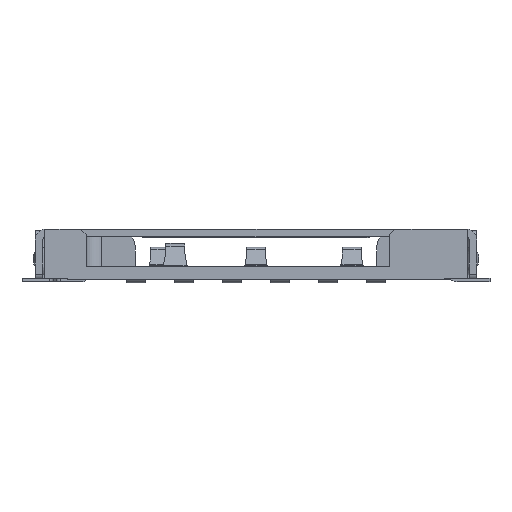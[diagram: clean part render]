
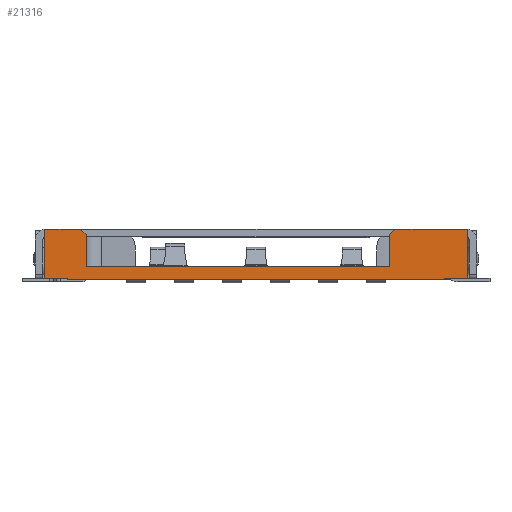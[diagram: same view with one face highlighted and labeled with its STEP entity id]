
A CAD part, front view. The second image highlights one B-rep face of the part: STEP entity #21316.
In plain terms, the highlighted planar face has unit normal (0, -1, 0).
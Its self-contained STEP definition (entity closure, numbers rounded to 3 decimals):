
#1375=FACE_OUTER_BOUND('',#2532,.T.);
#2532=EDGE_LOOP('',(#14802,#14803,#14804,#14805,#14806,#14807,#14808,#14809,
#14810,#14811,#14812,#14813,#14814,#14815));
#3659=LINE('',#29947,#6026);
#4039=LINE('',#30799,#6406);
#4095=LINE('',#30930,#6462);
#4322=LINE('',#31532,#6689);
#4603=LINE('',#32248,#6970);
#4604=LINE('',#32250,#6971);
#4605=LINE('',#32252,#6972);
#4606=LINE('',#32254,#6973);
#4607=LINE('',#32255,#6974);
#4608=LINE('',#32256,#6975);
#4609=LINE('',#32258,#6976);
#4610=LINE('',#32259,#6977);
#4611=LINE('',#32260,#6978);
#4612=LINE('',#32261,#6979);
#6026=VECTOR('',#24170,1000.);
#6406=VECTOR('',#24764,1000.);
#6462=VECTOR('',#24864,1000.);
#6689=VECTOR('',#25335,1000.);
#6970=VECTOR('',#25932,1000.);
#6971=VECTOR('',#25933,1000.);
#6972=VECTOR('',#25934,1000.);
#6973=VECTOR('',#25935,1000.);
#6974=VECTOR('',#25936,1000.);
#6975=VECTOR('',#25937,1000.);
#6976=VECTOR('',#25938,1000.);
#6977=VECTOR('',#25939,1000.);
#6978=VECTOR('',#25940,1000.);
#6979=VECTOR('',#25941,1000.);
#8438=VERTEX_POINT('',#29944);
#8439=VERTEX_POINT('',#29946);
#8803=VERTEX_POINT('',#30796);
#8804=VERTEX_POINT('',#30798);
#8856=VERTEX_POINT('',#30927);
#8857=VERTEX_POINT('',#30929);
#9061=VERTEX_POINT('',#31529);
#9062=VERTEX_POINT('',#31531);
#9270=VERTEX_POINT('',#32246);
#9271=VERTEX_POINT('',#32247);
#9272=VERTEX_POINT('',#32249);
#9273=VERTEX_POINT('',#32251);
#9274=VERTEX_POINT('',#32253);
#9275=VERTEX_POINT('',#32257);
#10393=EDGE_CURVE('',#8439,#8438,#3659,.T.);
#10808=EDGE_CURVE('',#8804,#8803,#4039,.T.);
#10872=EDGE_CURVE('',#8857,#8856,#4095,.T.);
#11146=EDGE_CURVE('',#9061,#9062,#4322,.T.);
#11485=EDGE_CURVE('',#9270,#9271,#4603,.T.);
#11486=EDGE_CURVE('',#9272,#9270,#4604,.T.);
#11487=EDGE_CURVE('',#9273,#9272,#4605,.T.);
#11488=EDGE_CURVE('',#9273,#9274,#4606,.T.);
#11489=EDGE_CURVE('',#8857,#9274,#4607,.T.);
#11490=EDGE_CURVE('',#8856,#8804,#4608,.T.);
#11491=EDGE_CURVE('',#9275,#8803,#4609,.T.);
#11492=EDGE_CURVE('',#9275,#8439,#4610,.T.);
#11493=EDGE_CURVE('',#8438,#9062,#4611,.T.);
#11494=EDGE_CURVE('',#9061,#9271,#4612,.T.);
#14802=ORIENTED_EDGE('',*,*,#11485,.F.);
#14803=ORIENTED_EDGE('',*,*,#11486,.F.);
#14804=ORIENTED_EDGE('',*,*,#11487,.F.);
#14805=ORIENTED_EDGE('',*,*,#11488,.T.);
#14806=ORIENTED_EDGE('',*,*,#11489,.F.);
#14807=ORIENTED_EDGE('',*,*,#10872,.T.);
#14808=ORIENTED_EDGE('',*,*,#11490,.T.);
#14809=ORIENTED_EDGE('',*,*,#10808,.T.);
#14810=ORIENTED_EDGE('',*,*,#11491,.F.);
#14811=ORIENTED_EDGE('',*,*,#11492,.T.);
#14812=ORIENTED_EDGE('',*,*,#10393,.T.);
#14813=ORIENTED_EDGE('',*,*,#11493,.T.);
#14814=ORIENTED_EDGE('',*,*,#11146,.F.);
#14815=ORIENTED_EDGE('',*,*,#11494,.T.);
#19319=PLANE('',#22649);
#21316=ADVANCED_FACE('',(#1375),#19319,.T.);
#22649=AXIS2_PLACEMENT_3D('',#32245,#25930,#25931);
#24170=DIRECTION('',(1.,0.,0.));
#24764=DIRECTION('',(0.,0.,-1.));
#24864=DIRECTION('',(-0.707,0.,0.707));
#25335=DIRECTION('',(-1.,0.,0.));
#25930=DIRECTION('center_axis',(0.,-1.,0.));
#25931=DIRECTION('ref_axis',(0.,0.,-1.));
#25932=DIRECTION('',(1.,0.,0.));
#25933=DIRECTION('',(0.707,0.,0.707));
#25934=DIRECTION('',(0.,0.,1.));
#25935=DIRECTION('',(-1.,0.,0.));
#25936=DIRECTION('',(0.,0.,-1.));
#25937=DIRECTION('',(-1.,0.,0.));
#25938=DIRECTION('',(-1.,0.,0.));
#25939=DIRECTION('',(0.,0.,-1.));
#25940=DIRECTION('',(0.,0.,1.));
#25941=DIRECTION('',(0.,0.,1.));
#29944=CARTESIAN_POINT('',(5.,-7.,0.));
#29946=CARTESIAN_POINT('',(-5.,-7.,0.));
#29947=CARTESIAN_POINT('',(-5.824,-7.,0.));
#30796=CARTESIAN_POINT('',(-5.6,-7.,0.05));
#30798=CARTESIAN_POINT('',(-5.6,-7.,1.35));
#30799=CARTESIAN_POINT('',(-5.6,-7.,0.675));
#30927=CARTESIAN_POINT('',(-4.65,-7.,1.35));
#30929=CARTESIAN_POINT('',(-4.5,-7.,1.2));
#30930=CARTESIAN_POINT('',(-4.575,-7.,1.275));
#31529=CARTESIAN_POINT('',(5.6,-7.,0.05));
#31531=CARTESIAN_POINT('',(5.,-7.,0.05));
#31532=CARTESIAN_POINT('',(0.,-7.,0.05));
#32245=CARTESIAN_POINT('Origin',(-2.357,-7.,0.083));
#32246=CARTESIAN_POINT('',(3.68,-7.,1.35));
#32247=CARTESIAN_POINT('',(5.6,-7.,1.35));
#32248=CARTESIAN_POINT('',(0.,-7.,1.35));
#32249=CARTESIAN_POINT('',(3.53,-7.,1.2));
#32250=CARTESIAN_POINT('',(3.695,-7.,1.365));
#32251=CARTESIAN_POINT('',(3.53,-7.,0.35));
#32252=CARTESIAN_POINT('',(3.53,-7.,0.675));
#32253=CARTESIAN_POINT('',(-4.5,-7.,0.35));
#32254=CARTESIAN_POINT('',(-5.824,-7.,0.35));
#32255=CARTESIAN_POINT('',(-4.5,-7.,0.675));
#32256=CARTESIAN_POINT('',(-5.125,-7.,1.35));
#32257=CARTESIAN_POINT('',(-5.,-7.,0.05));
#32258=CARTESIAN_POINT('',(0.,-7.,0.05));
#32259=CARTESIAN_POINT('',(-5.,-7.,0.025));
#32260=CARTESIAN_POINT('',(5.,-7.,0.025));
#32261=CARTESIAN_POINT('',(5.6,-7.,0.675));
